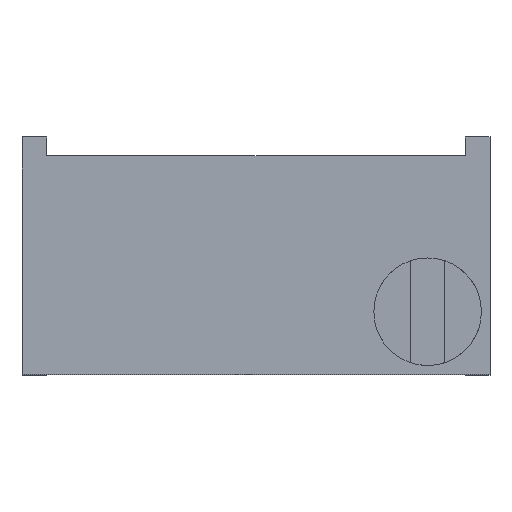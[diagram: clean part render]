
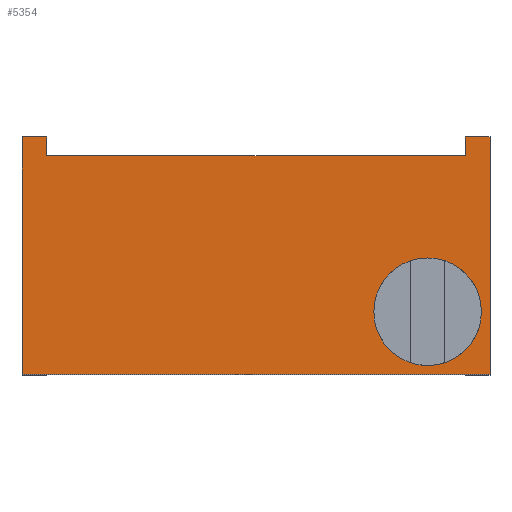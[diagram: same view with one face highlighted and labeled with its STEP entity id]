
A CAD part, top view. The second image highlights one B-rep face of the part: STEP entity #5354.
In plain terms, the highlighted planar face has unit normal (0, 0, 1).
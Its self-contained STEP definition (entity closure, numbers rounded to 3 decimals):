
#133 = VECTOR ( 'NONE', #12494, 1000. ) ;
#528 = CARTESIAN_POINT ( 'NONE',  ( -4.765, -2.415, 10.03 ) ) ;
#632 = DIRECTION ( 'NONE',  ( 0., 0., 1. ) ) ;
#799 = FACE_OUTER_BOUND ( 'NONE', #8865, .T. ) ;
#844 = LINE ( 'NONE', #909, #133 ) ;
#909 = CARTESIAN_POINT ( 'NONE',  ( -4.265, 2.035, 10.03 ) ) ;
#1196 = CIRCLE ( 'NONE', #5853, 1.095 ) ;
#1458 = CARTESIAN_POINT ( 'NONE',  ( 4.765, 2.415, 10.03 ) ) ;
#1509 = EDGE_CURVE ( 'NONE', #4846, #7961, #844, .T. ) ;
#1810 = DIRECTION ( 'NONE',  ( 0., 0., -1. ) ) ;
#1813 = DIRECTION ( 'NONE',  ( -1., 0., 0. ) ) ;
#1956 = DIRECTION ( 'NONE',  ( -1., 0., 0. ) ) ;
#2061 = ORIENTED_EDGE ( 'NONE', *, *, #4218, .F. ) ;
#2142 = ORIENTED_EDGE ( 'NONE', *, *, #5379, .F. ) ;
#2440 = DIRECTION ( 'NONE',  ( 0., 1., 0. ) ) ;
#2461 = EDGE_CURVE ( 'NONE', #5366, #7011, #10137, .T. ) ;
#2737 = VERTEX_POINT ( 'NONE', #7695 ) ;
#2823 = VECTOR ( 'NONE', #9411, 1000. ) ;
#2869 = CARTESIAN_POINT ( 'NONE',  ( 2.4, -1.145, 10.03 ) ) ;
#2941 = DIRECTION ( 'NONE',  ( 0., 0., 1. ) ) ;
#3011 = VERTEX_POINT ( 'NONE', #11549 ) ;
#3648 = CARTESIAN_POINT ( 'NONE',  ( 0., 0., 10.03 ) ) ;
#3740 = VERTEX_POINT ( 'NONE', #6142 ) ;
#3771 = PLANE ( 'NONE',  #10872 ) ;
#4218 = EDGE_CURVE ( 'NONE', #3011, #2737, #7657, .T. ) ;
#4301 = ORIENTED_EDGE ( 'NONE', *, *, #2461, .T. ) ;
#4558 = ORIENTED_EDGE ( 'NONE', *, *, #9966, .T. ) ;
#4692 = CARTESIAN_POINT ( 'NONE',  ( -4.765, -2.415, 10.03 ) ) ;
#4702 = LINE ( 'NONE', #7638, #11265 ) ;
#4783 = CARTESIAN_POINT ( 'NONE',  ( 4.265, 2.035, 10.03 ) ) ;
#4846 = VERTEX_POINT ( 'NONE', #6031 ) ;
#4847 = ORIENTED_EDGE ( 'NONE', *, *, #10339, .F. ) ;
#4873 = LINE ( 'NONE', #8622, #9356 ) ;
#5354 = ADVANCED_FACE ( 'NONE', ( #9447, #799 ), #3771, .F. ) ;
#5366 = VERTEX_POINT ( 'NONE', #6522 ) ;
#5379 = EDGE_CURVE ( 'NONE', #7961, #3011, #10522, .T. ) ;
#5623 = VECTOR ( 'NONE', #9566, 1000. ) ;
#5709 = CARTESIAN_POINT ( 'NONE',  ( -4.765, 2.415, 10.03 ) ) ;
#5748 = ORIENTED_EDGE ( 'NONE', *, *, #8378, .F. ) ;
#5853 = AXIS2_PLACEMENT_3D ( 'NONE', #7485, #632, #6468 ) ;
#6031 = CARTESIAN_POINT ( 'NONE',  ( -4.265, 2.415, 10.03 ) ) ;
#6142 = CARTESIAN_POINT ( 'NONE',  ( -4.765, 2.415, 10.03 ) ) ;
#6455 = AXIS2_PLACEMENT_3D ( 'NONE', #10651, #2941, #1813 ) ;
#6460 = VERTEX_POINT ( 'NONE', #2869 ) ;
#6468 = DIRECTION ( 'NONE',  ( -1., 0., 0. ) ) ;
#6522 = CARTESIAN_POINT ( 'NONE',  ( 4.765, -2.415, 10.03 ) ) ;
#6544 = LINE ( 'NONE', #528, #2823 ) ;
#6560 = DIRECTION ( 'NONE',  ( 0., -1., 0. ) ) ;
#6836 = CARTESIAN_POINT ( 'NONE',  ( -4.265, 2.035, 10.03 ) ) ;
#7011 = VERTEX_POINT ( 'NONE', #1458 ) ;
#7061 = CIRCLE ( 'NONE', #6455, 1.095 ) ;
#7159 = VECTOR ( 'NONE', #2440, 1000. ) ;
#7485 = CARTESIAN_POINT ( 'NONE',  ( 3.495, -1.145, 10.03 ) ) ;
#7638 = CARTESIAN_POINT ( 'NONE',  ( -4.765, -2.415, 10.03 ) ) ;
#7657 = LINE ( 'NONE', #4783, #5623 ) ;
#7695 = CARTESIAN_POINT ( 'NONE',  ( 4.265, 2.415, 10.03 ) ) ;
#7961 = VERTEX_POINT ( 'NONE', #6836 ) ;
#8046 = EDGE_CURVE ( 'NONE', #7011, #2737, #4873, .T. ) ;
#8378 = EDGE_CURVE ( 'NONE', #6460, #11693, #7061, .T. ) ;
#8599 = VECTOR ( 'NONE', #1956, 1000. ) ;
#8602 = CARTESIAN_POINT ( 'NONE',  ( -4.265, 2.035, 10.03 ) ) ;
#8622 = CARTESIAN_POINT ( 'NONE',  ( -4.765, 2.415, 10.03 ) ) ;
#8749 = DIRECTION ( 'NONE',  ( -1., 0., 0. ) ) ;
#8865 = EDGE_LOOP ( 'NONE', ( #11287, #2061, #2142, #11082, #9794, #11223, #4558, #4301 ) ) ;
#9190 = CARTESIAN_POINT ( 'NONE',  ( 4.765, -2.415, 10.03 ) ) ;
#9289 = LINE ( 'NONE', #5709, #8599 ) ;
#9356 = VECTOR ( 'NONE', #8749, 1000. ) ;
#9411 = DIRECTION ( 'NONE',  ( 1., 0., 0. ) ) ;
#9447 = FACE_BOUND ( 'NONE', #11542, .T. ) ;
#9566 = DIRECTION ( 'NONE',  ( 0., 1., 0. ) ) ;
#9794 = ORIENTED_EDGE ( 'NONE', *, *, #10916, .T. ) ;
#9966 = EDGE_CURVE ( 'NONE', #10906, #5366, #6544, .T. ) ;
#10137 = LINE ( 'NONE', #9190, #7159 ) ;
#10339 = EDGE_CURVE ( 'NONE', #11693, #6460, #1196, .T. ) ;
#10522 = LINE ( 'NONE', #8602, #12508 ) ;
#10651 = CARTESIAN_POINT ( 'NONE',  ( 3.495, -1.145, 10.03 ) ) ;
#10872 = AXIS2_PLACEMENT_3D ( 'NONE', #3648, #1810, #11295 ) ;
#10906 = VERTEX_POINT ( 'NONE', #4692 ) ;
#10916 = EDGE_CURVE ( 'NONE', #4846, #3740, #9289, .T. ) ;
#11082 = ORIENTED_EDGE ( 'NONE', *, *, #1509, .F. ) ;
#11223 = ORIENTED_EDGE ( 'NONE', *, *, #12163, .T. ) ;
#11265 = VECTOR ( 'NONE', #6560, 1000. ) ;
#11287 = ORIENTED_EDGE ( 'NONE', *, *, #8046, .T. ) ;
#11295 = DIRECTION ( 'NONE',  ( -1., 0., 0. ) ) ;
#11542 = EDGE_LOOP ( 'NONE', ( #5748, #4847 ) ) ;
#11549 = CARTESIAN_POINT ( 'NONE',  ( 4.265, 2.035, 10.03 ) ) ;
#11693 = VERTEX_POINT ( 'NONE', #11851 ) ;
#11851 = CARTESIAN_POINT ( 'NONE',  ( 4.59, -1.145, 10.03 ) ) ;
#12163 = EDGE_CURVE ( 'NONE', #3740, #10906, #4702, .T. ) ;
#12494 = DIRECTION ( 'NONE',  ( 0., -1., 0. ) ) ;
#12508 = VECTOR ( 'NONE', #12511, 1000. ) ;
#12511 = DIRECTION ( 'NONE',  ( 1., 0., 0. ) ) ;
